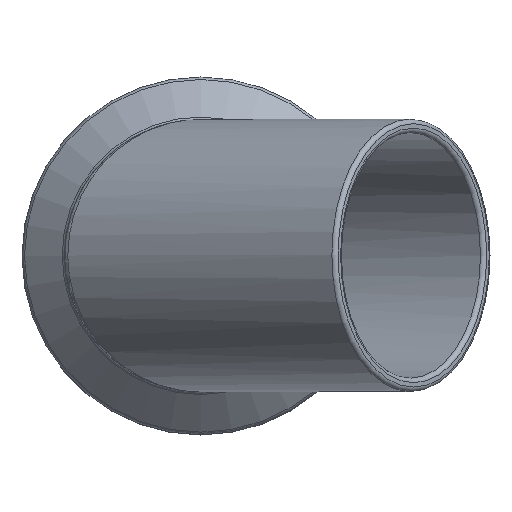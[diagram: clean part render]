
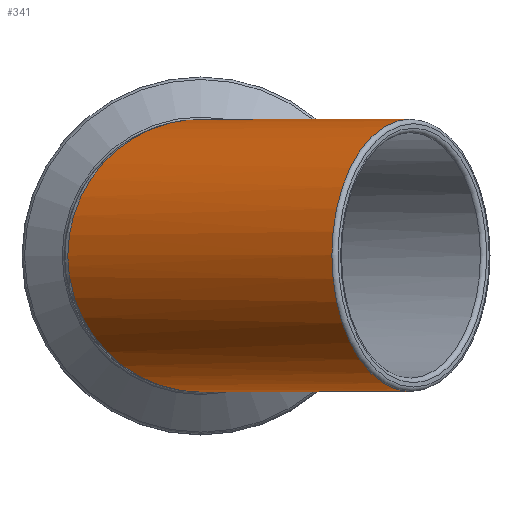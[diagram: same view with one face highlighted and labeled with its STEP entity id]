
A CAD part, top view. The second image highlights one B-rep face of the part: STEP entity #341.
In plain terms, the highlighted cylindrical face has radius 18.35 mm (diameter 36.7 mm), a full revolution.
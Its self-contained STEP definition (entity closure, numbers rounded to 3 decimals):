
#24=CYLINDRICAL_SURFACE('',#411,18.35);
#32=LINE('',#798,#40);
#40=VECTOR('',#534,18.35);
#68=CIRCLE('',#410,18.35);
#99=FACE_OUTER_BOUND('',#122,.T.);
#122=EDGE_LOOP('',(#302,#303,#304,#305,#306,#307));
#133=ELLIPSE('',#379,20.452,18.35);
#134=ELLIPSE('',#380,20.452,18.35);
#137=ELLIPSE('',#383,20.933,18.35);
#150=VERTEX_POINT('',#704);
#151=VERTEX_POINT('',#705);
#152=VERTEX_POINT('',#707);
#166=VERTEX_POINT('',#794);
#187=EDGE_CURVE('',#150,#151,#133,.T.);
#188=EDGE_CURVE('',#151,#152,#134,.T.);
#191=EDGE_CURVE('',#152,#150,#137,.T.);
#213=EDGE_CURVE('',#166,#166,#68,.T.);
#214=EDGE_CURVE('',#166,#151,#32,.T.);
#302=ORIENTED_EDGE('',*,*,#213,.F.);
#303=ORIENTED_EDGE('',*,*,#214,.T.);
#304=ORIENTED_EDGE('',*,*,#187,.F.);
#305=ORIENTED_EDGE('',*,*,#191,.F.);
#306=ORIENTED_EDGE('',*,*,#188,.F.);
#307=ORIENTED_EDGE('',*,*,#214,.F.);
#341=ADVANCED_FACE('',(#99),#24,.T.);
#379=AXIS2_PLACEMENT_3D('',#706,#464,#465);
#380=AXIS2_PLACEMENT_3D('',#708,#466,#467);
#383=AXIS2_PLACEMENT_3D('',#752,#472,#473);
#410=AXIS2_PLACEMENT_3D('',#796,#530,#531);
#411=AXIS2_PLACEMENT_3D('',#797,#532,#533);
#464=DIRECTION('center_axis',(-0.482,0.,
-0.876));
#465=DIRECTION('ref_axis',(-0.876,0.,0.482));
#466=DIRECTION('center_axis',(-0.482,0.,
-0.876));
#467=DIRECTION('ref_axis',(-0.876,0.,0.482));
#472=DIRECTION('center_axis',(-0.442,0.,-0.897));
#473=DIRECTION('ref_axis',(0.897,0.,-0.442));
#530=DIRECTION('center_axis',(0.819,0.,0.574));
#531=DIRECTION('ref_axis',(0.574,0.,-0.819));
#532=DIRECTION('center_axis',(0.819,0.,0.574));
#533=DIRECTION('ref_axis',(0.574,0.,-0.819));
#534=DIRECTION('',(-0.819,0.,-0.574));
#704=CARTESIAN_POINT('',(0.,-18.35,39.));
#705=CARTESIAN_POINT('',(-17.924,0.,48.851));
#706=CARTESIAN_POINT('Origin',(0.,0.,39.));
#707=CARTESIAN_POINT('',(0.,18.35,39.));
#708=CARTESIAN_POINT('Origin',(0.,0.,39.));
#752=CARTESIAN_POINT('Origin',(0.,0.,39.));
#794=CARTESIAN_POINT('',(17.654,0.,73.762));
#796=CARTESIAN_POINT('Origin',(28.179,0.,58.731));
#797=CARTESIAN_POINT('Origin',(0.,0.,39.));
#798=CARTESIAN_POINT('',(-10.525,0.,54.031));
